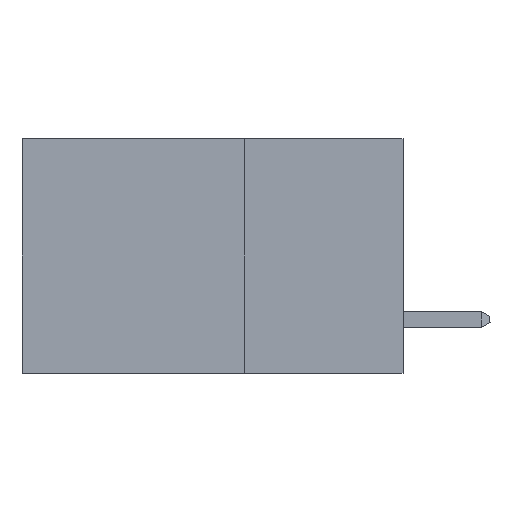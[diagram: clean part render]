
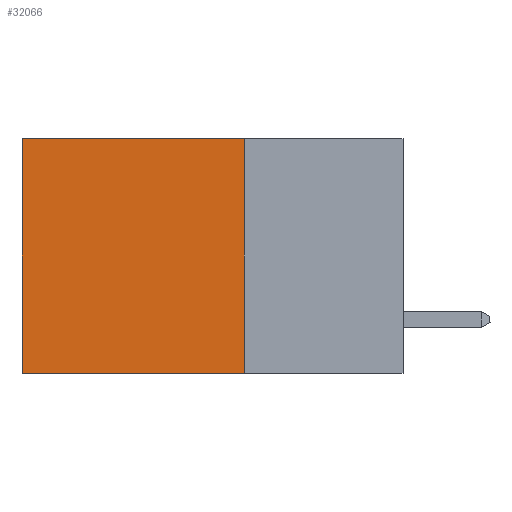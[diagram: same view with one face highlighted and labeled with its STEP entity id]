
A CAD part, left-side view. The second image highlights one B-rep face of the part: STEP entity #32066.
In plain terms, the highlighted planar face has unit normal (-1, 0, 0).
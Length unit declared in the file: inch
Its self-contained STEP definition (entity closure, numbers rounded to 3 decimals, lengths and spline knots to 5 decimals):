
#516 = VERTEX_POINT ( 'NONE', #2159 ) ;
#2115 = VERTEX_POINT ( 'NONE', #37067 ) ;
#2159 = CARTESIAN_POINT ( 'NONE',  ( 0.2875, 0.25, 0. ) ) ;
#3044 = CARTESIAN_POINT ( 'NONE',  ( 0.2875, 0.25, -0.37 ) ) ;
#3382 = LINE ( 'NONE', #3044, #42353 ) ;
#4452 = ORIENTED_EDGE ( 'NONE', *, *, #18968, .T. ) ;
#6874 = CARTESIAN_POINT ( 'NONE',  ( 0.2875, 0.25, -0.37 ) ) ;
#7292 = CARTESIAN_POINT ( 'NONE',  ( 0.2875, 0.25, 0. ) ) ;
#10377 = DIRECTION ( 'NONE',  ( 0., 0., -1. ) ) ;
#10380 = VECTOR ( 'NONE', #41312, 39.37008 ) ;
#13652 = DIRECTION ( 'NONE',  ( 0., 0., -1. ) ) ;
#14810 = EDGE_CURVE ( 'NONE', #516, #38309, #36103, .T. ) ;
#15212 = PLANE ( 'NONE',  #38781 ) ;
#15372 = DIRECTION ( 'NONE',  ( 1., 0., 0. ) ) ;
#17290 = LINE ( 'NONE', #24849, #24490 ) ;
#18269 = EDGE_CURVE ( 'NONE', #516, #40659, #17290, .T. ) ;
#18968 = EDGE_CURVE ( 'NONE', #38309, #2115, #25024, .T. ) ;
#21422 = CARTESIAN_POINT ( 'NONE',  ( 0.2875, 0.6, 0. ) ) ;
#22454 = EDGE_LOOP ( 'NONE', ( #4452, #34163, #48971, #47086 ) ) ;
#24490 = VECTOR ( 'NONE', #13652, 39.37008 ) ;
#24842 = EDGE_CURVE ( 'NONE', #40659, #2115, #3382, .T. ) ;
#24849 = CARTESIAN_POINT ( 'NONE',  ( 0.2875, 0.25, 0. ) ) ;
#25024 = LINE ( 'NONE', #21422, #48373 ) ;
#32066 = ADVANCED_FACE ( 'NONE', ( #43173 ), #15212, .F. ) ;
#33971 = CARTESIAN_POINT ( 'NONE',  ( 0.2875, 0.25, 0. ) ) ;
#34023 = DIRECTION ( 'NONE',  ( 0., 1., 0. ) ) ;
#34163 = ORIENTED_EDGE ( 'NONE', *, *, #24842, .F. ) ;
#36103 = LINE ( 'NONE', #33971, #10380 ) ;
#37067 = CARTESIAN_POINT ( 'NONE',  ( 0.2875, 0.6, -0.37 ) ) ;
#38309 = VERTEX_POINT ( 'NONE', #49633 ) ;
#38781 = AXIS2_PLACEMENT_3D ( 'NONE', #7292, #15372, #45812 ) ;
#40659 = VERTEX_POINT ( 'NONE', #6874 ) ;
#41312 = DIRECTION ( 'NONE',  ( 0., 1., 0. ) ) ;
#42353 = VECTOR ( 'NONE', #34023, 39.37008 ) ;
#43173 = FACE_OUTER_BOUND ( 'NONE', #22454, .T. ) ;
#45812 = DIRECTION ( 'NONE',  ( 0., 0., -1. ) ) ;
#47086 = ORIENTED_EDGE ( 'NONE', *, *, #14810, .T. ) ;
#48373 = VECTOR ( 'NONE', #10377, 39.37008 ) ;
#48971 = ORIENTED_EDGE ( 'NONE', *, *, #18269, .F. ) ;
#49633 = CARTESIAN_POINT ( 'NONE',  ( 0.2875, 0.6, 0. ) ) ;
